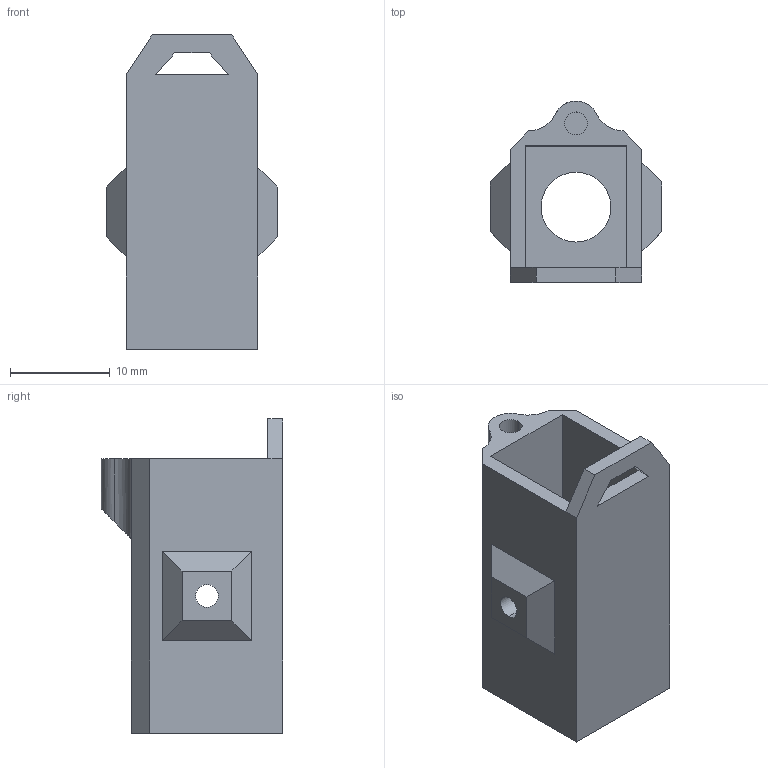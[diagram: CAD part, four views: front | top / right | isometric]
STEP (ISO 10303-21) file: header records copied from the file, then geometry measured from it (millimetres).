
FILE_DESCRIPTION (( 'STEP AP203' ), '1' );
FILE_NAME ('12.) Motor Holder.STEP', '2024-04-05T15:05:16', ( '' ), ( '' ), 'SwSTEP 2.0', 'SolidWorks 2024', '' );
FILE_SCHEMA (( 'CONFIG_CONTROL_DESIGN' ));
Length unit declared in the file: millimetre
Products named in the file (1): 12.) Motor Holder
Bounding box: 17.2 x 18.2 x 31.5 mm (x, y, z)
Volume: 2463.9 mm3; surface area: 3245.8 mm2
Topology: 1 solids, 1 shells, 43 faces, 112 edges, 74 vertices
Faces by surface type: plane 32, cylinder 11
Entity records: 1402 total; most frequent: CARTESIAN_POINT 239, ORIENTED_EDGE 224, DIRECTION 216, EDGE_CURVE 112, VECTOR 90, LINE 90, VERTEX_POINT 74, AXIS2_PLACEMENT_3D 63
